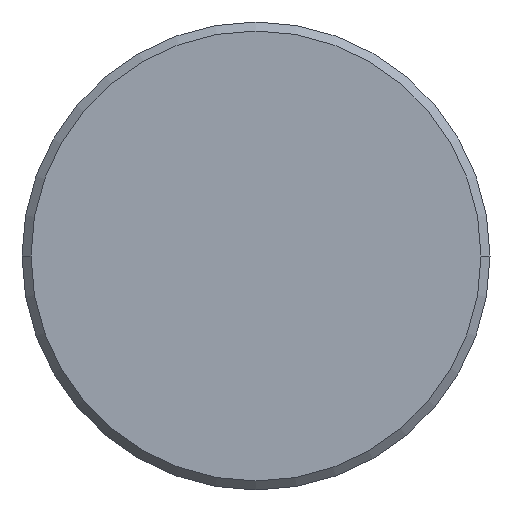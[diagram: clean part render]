
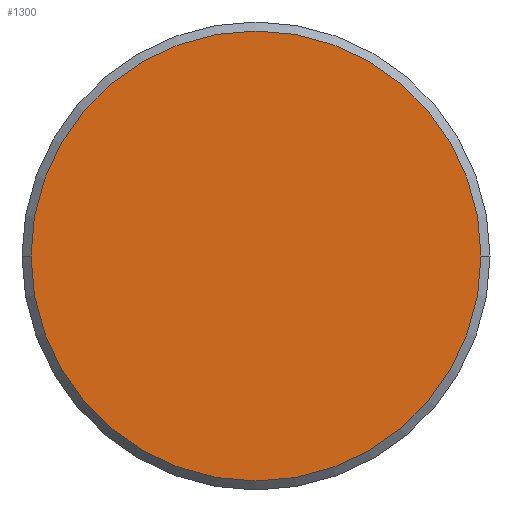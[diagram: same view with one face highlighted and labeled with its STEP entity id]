
A CAD part, left-side view. The second image highlights one B-rep face of the part: STEP entity #1300.
In plain terms, the highlighted planar face has unit normal (-1, 0, 0).
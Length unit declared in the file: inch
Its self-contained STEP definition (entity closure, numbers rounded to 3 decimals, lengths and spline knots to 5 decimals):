
#92 = PLANE ( 'NONE',  #753 ) ;
#153 = EDGE_LOOP ( 'NONE', ( #1828, #1999 ) ) ;
#246 = DIRECTION ( 'NONE',  ( 0., -1., 0. ) ) ;
#322 = AXIS2_PLACEMENT_3D ( 'NONE', #889, #2057, #246 ) ;
#753 = AXIS2_PLACEMENT_3D ( 'NONE', #1378, #1053, #2031 ) ;
#796 = CARTESIAN_POINT ( 'NONE',  ( 6.04396, 6.77626, 0. ) ) ;
#889 = CARTESIAN_POINT ( 'NONE',  ( 6.04396, 6.28414, 0. ) ) ;
#909 = CARTESIAN_POINT ( 'NONE',  ( 6.04396, 5.79201, 0. ) ) ;
#926 = CARTESIAN_POINT ( 'NONE',  ( 6.04396, 6.28414, 0. ) ) ;
#1053 = DIRECTION ( 'NONE',  ( 1., 0., 0. ) ) ;
#1192 = CIRCLE ( 'NONE', #1680, 0.49213 ) ;
#1300 = ADVANCED_FACE ( 'NONE', ( #2070 ), #92, .F. ) ;
#1329 = VERTEX_POINT ( 'NONE', #909 ) ;
#1378 = CARTESIAN_POINT ( 'NONE',  ( 6.04396, 6.77626, 0. ) ) ;
#1466 = CIRCLE ( 'NONE', #322, 0.49213 ) ;
#1585 = DIRECTION ( 'NONE',  ( 0., -1., 0. ) ) ;
#1629 = EDGE_CURVE ( 'NONE', #1744, #1329, #1466, .T. ) ;
#1680 = AXIS2_PLACEMENT_3D ( 'NONE', #926, #2097, #1585 ) ;
#1744 = VERTEX_POINT ( 'NONE', #796 ) ;
#1828 = ORIENTED_EDGE ( 'NONE', *, *, #1629, .T. ) ;
#1999 = ORIENTED_EDGE ( 'NONE', *, *, #2072, .T. ) ;
#2031 = DIRECTION ( 'NONE',  ( 0., 1., 0. ) ) ;
#2057 = DIRECTION ( 'NONE',  ( -1., 0., 0. ) ) ;
#2070 = FACE_OUTER_BOUND ( 'NONE', #153, .T. ) ;
#2072 = EDGE_CURVE ( 'NONE', #1329, #1744, #1192, .T. ) ;
#2097 = DIRECTION ( 'NONE',  ( -1., 0., 0. ) ) ;
